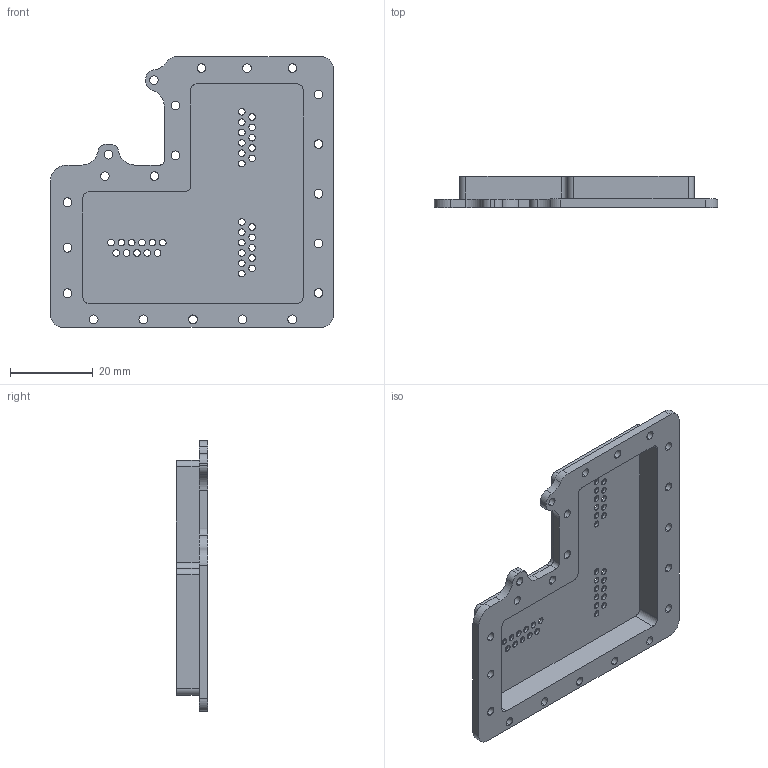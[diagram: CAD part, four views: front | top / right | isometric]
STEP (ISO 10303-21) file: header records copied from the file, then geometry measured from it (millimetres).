
FILE_DESCRIPTION (( 'STEP AP214' ), '1' );
FILE_NAME ('PayloadRedesignLATEST_BOTTOM.STEP', '2023-11-23T03:30:36', ( '' ), ( '' ), 'SwSTEP 2.0', 'SolidWorks 2022', '' );
FILE_SCHEMA (( 'AUTOMOTIVE_DESIGN' ));
Length unit declared in the file: millimetre
Products named in the file (1): PayloadRedesignLATEST_BOTTOM
Bounding box: 68.46 x 7.5 x 65.35 mm (x, y, z)
Volume: 8220.5 mm3; surface area: 10839.5 mm2
Topology: 1 solids, 1 shells, 188 faces, 543 edges, 362 vertices
Faces by surface type: cylinder 148, plane 40
Entity records: 6597 total; most frequent: DIRECTION 1217, CARTESIAN_POINT 1094, ORIENTED_EDGE 1086, EDGE_CURVE 543, AXIS2_PLACEMENT_3D 485, VERTEX_POINT 362, EDGE_LOOP 303, CIRCLE 296
